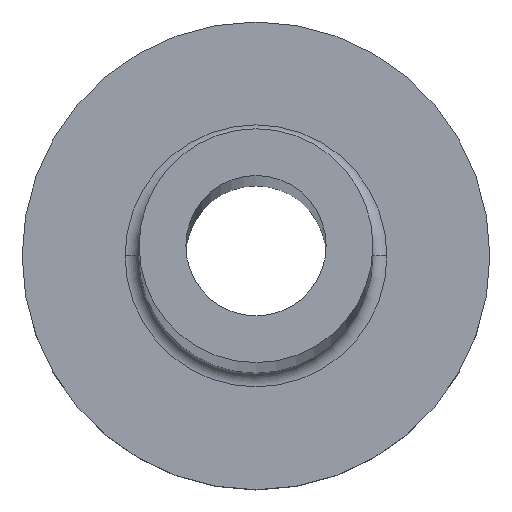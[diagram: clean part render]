
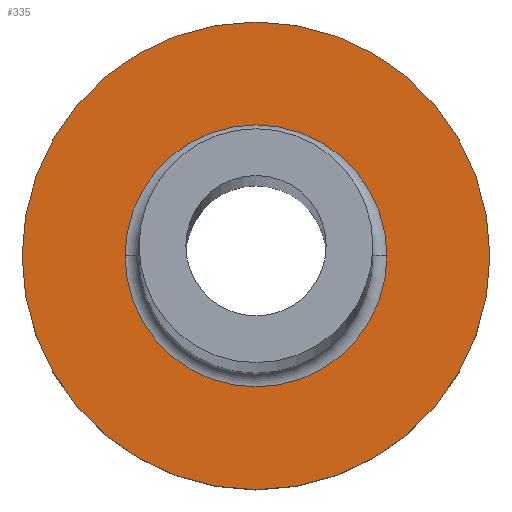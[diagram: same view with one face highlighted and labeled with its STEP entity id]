
A CAD part, top view. The second image highlights one B-rep face of the part: STEP entity #335.
In plain terms, the highlighted planar face has unit normal (0, 0, 1).
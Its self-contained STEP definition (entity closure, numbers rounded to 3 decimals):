
#7 = DIRECTION ( 'NONE',  ( 0., 0., -1. ) ) ;
#14 = DIRECTION ( 'NONE',  ( 0., 0., 1. ) ) ;
#24 = DIRECTION ( 'NONE',  ( 0., 0., 1. ) ) ;
#29 = ORIENTED_EDGE ( 'NONE', *, *, #41, .T. ) ;
#41 = EDGE_CURVE ( 'NONE', #203, #92, #58, .T. ) ;
#43 = CIRCLE ( 'NONE', #98, 2.8 ) ;
#47 = VERTEX_POINT ( 'NONE', #142 ) ;
#58 = CIRCLE ( 'NONE', #159, 5. ) ;
#74 = ORIENTED_EDGE ( 'NONE', *, *, #133, .T. ) ;
#85 = DIRECTION ( 'NONE',  ( 1., 0., 0. ) ) ;
#92 = VERTEX_POINT ( 'NONE', #147 ) ;
#98 = AXIS2_PLACEMENT_3D ( 'NONE', #115, #109, #194 ) ;
#103 = EDGE_CURVE ( 'NONE', #47, #276, #200, .T. ) ;
#109 = DIRECTION ( 'NONE',  ( 0., 0., -1. ) ) ;
#115 = CARTESIAN_POINT ( 'NONE',  ( 0., 0., 3. ) ) ;
#118 = DIRECTION ( 'NONE',  ( 1., 0., 0. ) ) ;
#133 = EDGE_CURVE ( 'NONE', #276, #47, #43, .T. ) ;
#142 = CARTESIAN_POINT ( 'NONE',  ( -2.8, 0., 3. ) ) ;
#145 = CARTESIAN_POINT ( 'NONE',  ( 0., 0., 3. ) ) ;
#147 = CARTESIAN_POINT ( 'NONE',  ( 5., 0., 3. ) ) ;
#153 = CARTESIAN_POINT ( 'NONE',  ( 2.8, 0., 3. ) ) ;
#155 = CARTESIAN_POINT ( 'NONE',  ( 0., 0., 3. ) ) ;
#159 = AXIS2_PLACEMENT_3D ( 'NONE', #145, #24, #381 ) ;
#161 = EDGE_LOOP ( 'NONE', ( #29, #288 ) ) ;
#166 = DIRECTION ( 'NONE',  ( 0., 0., 1. ) ) ;
#168 = EDGE_CURVE ( 'NONE', #92, #203, #172, .T. ) ;
#169 = ORIENTED_EDGE ( 'NONE', *, *, #103, .T. ) ;
#172 = CIRCLE ( 'NONE', #307, 5. ) ;
#186 = DIRECTION ( 'NONE',  ( 1., 0., 0. ) ) ;
#194 = DIRECTION ( 'NONE',  ( 1., 0., 0. ) ) ;
#200 = CIRCLE ( 'NONE', #219, 2.8 ) ;
#203 = VERTEX_POINT ( 'NONE', #374 ) ;
#208 = EDGE_LOOP ( 'NONE', ( #74, #169 ) ) ;
#219 = AXIS2_PLACEMENT_3D ( 'NONE', #261, #7, #118 ) ;
#248 = AXIS2_PLACEMENT_3D ( 'NONE', #155, #14, #186 ) ;
#257 = CARTESIAN_POINT ( 'NONE',  ( 0., 0., 3. ) ) ;
#261 = CARTESIAN_POINT ( 'NONE',  ( 0., 0., 3. ) ) ;
#272 = FACE_BOUND ( 'NONE', #208, .T. ) ;
#276 = VERTEX_POINT ( 'NONE', #153 ) ;
#288 = ORIENTED_EDGE ( 'NONE', *, *, #168, .T. ) ;
#307 = AXIS2_PLACEMENT_3D ( 'NONE', #257, #166, #85 ) ;
#330 = PLANE ( 'NONE',  #248 ) ;
#335 = ADVANCED_FACE ( 'NONE', ( #272, #366 ), #330, .T. ) ;
#366 = FACE_OUTER_BOUND ( 'NONE', #161, .T. ) ;
#374 = CARTESIAN_POINT ( 'NONE',  ( -5., 0., 3. ) ) ;
#381 = DIRECTION ( 'NONE',  ( 1., 0., 0. ) ) ;
